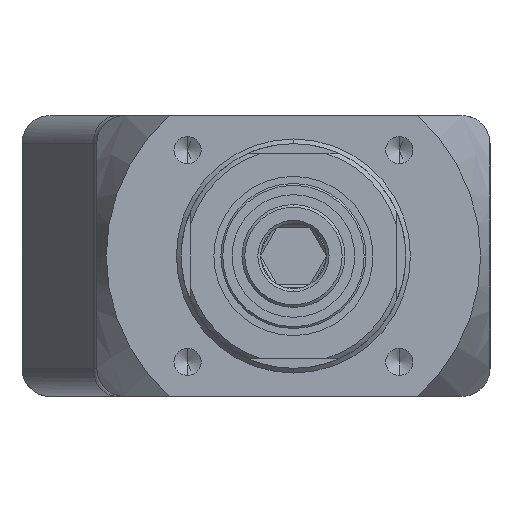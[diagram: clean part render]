
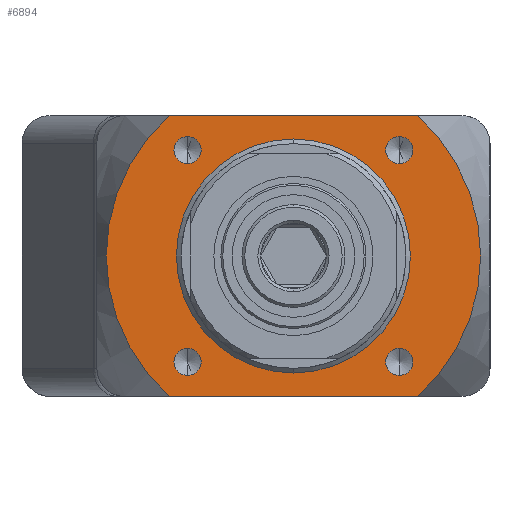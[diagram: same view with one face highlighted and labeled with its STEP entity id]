
A CAD part, left-side view. The second image highlights one B-rep face of the part: STEP entity #6894.
In plain terms, the highlighted planar face has unit normal (-1, 0, 0).
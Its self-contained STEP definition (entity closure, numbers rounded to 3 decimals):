
#79 = FACE_BOUND ( 'NONE', #7646, .T. ) ;
#156 = AXIS2_PLACEMENT_3D ( 'NONE', #5314, #2650, #11536 ) ;
#192 = DIRECTION ( 'NONE',  ( 1., 0., 0. ) ) ;
#352 = FACE_BOUND ( 'NONE', #5707, .T. ) ;
#403 = AXIS2_PLACEMENT_3D ( 'NONE', #3031, #460, #9508 ) ;
#460 = DIRECTION ( 'NONE',  ( -1., 0., 0. ) ) ;
#500 = DIRECTION ( 'NONE',  ( -1., 0., 0. ) ) ;
#530 = CARTESIAN_POINT ( 'NONE',  ( 34., -11.314, 11.314 ) ) ;
#540 = DIRECTION ( 'NONE',  ( 0., 0., 1. ) ) ;
#569 = DIRECTION ( 'NONE',  ( 0., 0., 1. ) ) ;
#762 = CIRCLE ( 'NONE', #3251, 1.45 ) ;
#892 = EDGE_LOOP ( 'NONE', ( #6555, #2746, #4824, #5480 ) ) ;
#984 = EDGE_CURVE ( 'NONE', #7287, #6834, #9250, .T. ) ;
#1009 = VERTEX_POINT ( 'NONE', #4923 ) ;
#1100 = DIRECTION ( 'NONE',  ( 0., 0., -1. ) ) ;
#1110 = VERTEX_POINT ( 'NONE', #1392 ) ;
#1165 = ORIENTED_EDGE ( 'NONE', *, *, #984, .F. ) ;
#1182 = CIRCLE ( 'NONE', #156, 20. ) ;
#1237 = CIRCLE ( 'NONE', #2073, 1.45 ) ;
#1248 = CARTESIAN_POINT ( 'NONE',  ( 34., 11.314, -12.764 ) ) ;
#1270 = EDGE_CURVE ( 'NONE', #1802, #9532, #10092, .T. ) ;
#1282 = CARTESIAN_POINT ( 'NONE',  ( 34., -11.314, -11.314 ) ) ;
#1291 = VECTOR ( 'NONE', #9592, 1000. ) ;
#1340 = EDGE_LOOP ( 'NONE', ( #1993, #5447 ) ) ;
#1361 = VERTEX_POINT ( 'NONE', #8990 ) ;
#1392 = CARTESIAN_POINT ( 'NONE',  ( 34., 0., 12.5 ) ) ;
#1400 = AXIS2_PLACEMENT_3D ( 'NONE', #530, #11430, #569 ) ;
#1732 = VERTEX_POINT ( 'NONE', #8884 ) ;
#1802 = VERTEX_POINT ( 'NONE', #4610 ) ;
#1886 = DIRECTION ( 'NONE',  ( 0., 0., 1. ) ) ;
#1957 = DIRECTION ( 'NONE',  ( 0., 0., 1. ) ) ;
#1993 = ORIENTED_EDGE ( 'NONE', *, *, #10019, .F. ) ;
#2073 = AXIS2_PLACEMENT_3D ( 'NONE', #4584, #9143, #1957 ) ;
#2114 = CARTESIAN_POINT ( 'NONE',  ( 34., -13.229, -15. ) ) ;
#2341 = FACE_BOUND ( 'NONE', #1340, .T. ) ;
#2415 = ORIENTED_EDGE ( 'NONE', *, *, #9227, .T. ) ;
#2434 = LINE ( 'NONE', #6401, #3130 ) ;
#2650 = DIRECTION ( 'NONE',  ( -1., 0., 0. ) ) ;
#2679 = EDGE_CURVE ( 'NONE', #7012, #9414, #2434, .T. ) ;
#2746 = ORIENTED_EDGE ( 'NONE', *, *, #8478, .T. ) ;
#2758 = AXIS2_PLACEMENT_3D ( 'NONE', #2990, #500, #540 ) ;
#2990 = CARTESIAN_POINT ( 'NONE',  ( 34., -11.314, 11.314 ) ) ;
#3000 = CARTESIAN_POINT ( 'NONE',  ( 34., 11.314, -11.314 ) ) ;
#3031 = CARTESIAN_POINT ( 'NONE',  ( 34., 21., 0. ) ) ;
#3130 = VECTOR ( 'NONE', #4788, 1000. ) ;
#3146 = CARTESIAN_POINT ( 'NONE',  ( 34., 13.229, 15. ) ) ;
#3251 = AXIS2_PLACEMENT_3D ( 'NONE', #4522, #9913, #9004 ) ;
#3352 = DIRECTION ( 'NONE',  ( -1., 0., 0. ) ) ;
#3387 = LINE ( 'NONE', #5069, #1291 ) ;
#3388 = EDGE_CURVE ( 'NONE', #1732, #4345, #7206, .T. ) ;
#3559 = CIRCLE ( 'NONE', #4374, 12.5 ) ;
#3650 = CARTESIAN_POINT ( 'NONE',  ( 34., 0., 0. ) ) ;
#3747 = ORIENTED_EDGE ( 'NONE', *, *, #7636, .F. ) ;
#3889 = EDGE_CURVE ( 'NONE', #7012, #8107, #7909, .T. ) ;
#3919 = EDGE_LOOP ( 'NONE', ( #6336, #1165 ) ) ;
#4214 = EDGE_CURVE ( 'NONE', #8107, #5944, #3387, .T. ) ;
#4331 = AXIS2_PLACEMENT_3D ( 'NONE', #8749, #3352, #5160 ) ;
#4345 = VERTEX_POINT ( 'NONE', #10575 ) ;
#4374 = AXIS2_PLACEMENT_3D ( 'NONE', #5256, #5184, #10641 ) ;
#4522 = CARTESIAN_POINT ( 'NONE',  ( 34., 11.314, 11.314 ) ) ;
#4584 = CARTESIAN_POINT ( 'NONE',  ( 34., -11.314, -11.314 ) ) ;
#4610 = CARTESIAN_POINT ( 'NONE',  ( 34., 11.314, 9.864 ) ) ;
#4681 = DIRECTION ( 'NONE',  ( -1., 0., 0. ) ) ;
#4720 = FACE_OUTER_BOUND ( 'NONE', #892, .T. ) ;
#4731 = AXIS2_PLACEMENT_3D ( 'NONE', #1282, #4681, #7529 ) ;
#4788 = DIRECTION ( 'NONE',  ( 0., -1., 0. ) ) ;
#4824 = ORIENTED_EDGE ( 'NONE', *, *, #4214, .F. ) ;
#4923 = CARTESIAN_POINT ( 'NONE',  ( 34., 0., -12.5 ) ) ;
#4989 = DIRECTION ( 'NONE',  ( 0., 0., 1. ) ) ;
#5069 = CARTESIAN_POINT ( 'NONE',  ( 34., 21., 15. ) ) ;
#5160 = DIRECTION ( 'NONE',  ( 0., 0., 1. ) ) ;
#5184 = DIRECTION ( 'NONE',  ( 1., 0., 0. ) ) ;
#5256 = CARTESIAN_POINT ( 'NONE',  ( 34., 0., 0. ) ) ;
#5314 = CARTESIAN_POINT ( 'NONE',  ( 34., 0., 0. ) ) ;
#5447 = ORIENTED_EDGE ( 'NONE', *, *, #10845, .F. ) ;
#5480 = ORIENTED_EDGE ( 'NONE', *, *, #3889, .F. ) ;
#5707 = EDGE_LOOP ( 'NONE', ( #6489, #9915 ) ) ;
#5724 = CIRCLE ( 'NONE', #6045, 12.5 ) ;
#5775 = CARTESIAN_POINT ( 'NONE',  ( 34., 0., 0. ) ) ;
#5857 = PLANE ( 'NONE',  #403 ) ;
#5944 = VERTEX_POINT ( 'NONE', #11519 ) ;
#6045 = AXIS2_PLACEMENT_3D ( 'NONE', #5775, #6475, #1100 ) ;
#6336 = ORIENTED_EDGE ( 'NONE', *, *, #10986, .F. ) ;
#6401 = CARTESIAN_POINT ( 'NONE',  ( 34., 21., -15. ) ) ;
#6418 = CIRCLE ( 'NONE', #8128, 1.45 ) ;
#6475 = DIRECTION ( 'NONE',  ( 1., 0., 0. ) ) ;
#6489 = ORIENTED_EDGE ( 'NONE', *, *, #3388, .F. ) ;
#6555 = ORIENTED_EDGE ( 'NONE', *, *, #2679, .T. ) ;
#6834 = VERTEX_POINT ( 'NONE', #9485 ) ;
#6894 = ADVANCED_FACE ( 'NONE', ( #9551, #2341, #352, #6970, #79, #4720 ), #5857, .T. ) ;
#6970 = FACE_BOUND ( 'NONE', #3919, .T. ) ;
#7012 = VERTEX_POINT ( 'NONE', #10321 ) ;
#7206 = CIRCLE ( 'NONE', #4731, 1.45 ) ;
#7270 = CIRCLE ( 'NONE', #2758, 1.45 ) ;
#7287 = VERTEX_POINT ( 'NONE', #1248 ) ;
#7478 = ORIENTED_EDGE ( 'NONE', *, *, #8227, .T. ) ;
#7527 = DIRECTION ( 'NONE',  ( -1., 0., 0. ) ) ;
#7529 = DIRECTION ( 'NONE',  ( 0., 0., 1. ) ) ;
#7636 = EDGE_CURVE ( 'NONE', #9532, #1802, #762, .T. ) ;
#7646 = EDGE_LOOP ( 'NONE', ( #2415, #7478 ) ) ;
#7662 = DIRECTION ( 'NONE',  ( -1., 0., 0. ) ) ;
#7909 = CIRCLE ( 'NONE', #8294, 20. ) ;
#7965 = AXIS2_PLACEMENT_3D ( 'NONE', #3000, #7527, #10232 ) ;
#8107 = VERTEX_POINT ( 'NONE', #3146 ) ;
#8128 = AXIS2_PLACEMENT_3D ( 'NONE', #8658, #7662, #4989 ) ;
#8227 = EDGE_CURVE ( 'NONE', #1110, #1009, #3559, .T. ) ;
#8248 = CARTESIAN_POINT ( 'NONE',  ( 34., 11.314, 12.764 ) ) ;
#8294 = AXIS2_PLACEMENT_3D ( 'NONE', #3650, #192, #1886 ) ;
#8478 = EDGE_CURVE ( 'NONE', #9414, #5944, #1182, .T. ) ;
#8658 = CARTESIAN_POINT ( 'NONE',  ( 34., 11.314, -11.314 ) ) ;
#8749 = CARTESIAN_POINT ( 'NONE',  ( 34., 11.314, 11.314 ) ) ;
#8884 = CARTESIAN_POINT ( 'NONE',  ( 34., -11.314, -9.864 ) ) ;
#8965 = EDGE_CURVE ( 'NONE', #4345, #1732, #1237, .T. ) ;
#8990 = CARTESIAN_POINT ( 'NONE',  ( 34., -11.314, 12.764 ) ) ;
#9004 = DIRECTION ( 'NONE',  ( 0., 0., 1. ) ) ;
#9143 = DIRECTION ( 'NONE',  ( -1., 0., 0. ) ) ;
#9227 = EDGE_CURVE ( 'NONE', #1009, #1110, #5724, .T. ) ;
#9250 = CIRCLE ( 'NONE', #7965, 1.45 ) ;
#9414 = VERTEX_POINT ( 'NONE', #2114 ) ;
#9485 = CARTESIAN_POINT ( 'NONE',  ( 34., 11.314, -9.864 ) ) ;
#9508 = DIRECTION ( 'NONE',  ( 0., 0., 1. ) ) ;
#9532 = VERTEX_POINT ( 'NONE', #8248 ) ;
#9551 = FACE_BOUND ( 'NONE', #9748, .T. ) ;
#9592 = DIRECTION ( 'NONE',  ( 0., -1., 0. ) ) ;
#9645 = CARTESIAN_POINT ( 'NONE',  ( 34., -11.314, 9.864 ) ) ;
#9704 = VERTEX_POINT ( 'NONE', #9645 ) ;
#9748 = EDGE_LOOP ( 'NONE', ( #3747, #11270 ) ) ;
#9913 = DIRECTION ( 'NONE',  ( -1., 0., 0. ) ) ;
#9915 = ORIENTED_EDGE ( 'NONE', *, *, #8965, .F. ) ;
#10019 = EDGE_CURVE ( 'NONE', #1361, #9704, #10673, .T. ) ;
#10092 = CIRCLE ( 'NONE', #4331, 1.45 ) ;
#10232 = DIRECTION ( 'NONE',  ( 0., 0., 1. ) ) ;
#10321 = CARTESIAN_POINT ( 'NONE',  ( 34., 13.229, -15. ) ) ;
#10575 = CARTESIAN_POINT ( 'NONE',  ( 34., -11.314, -12.764 ) ) ;
#10641 = DIRECTION ( 'NONE',  ( 0., 0., -1. ) ) ;
#10673 = CIRCLE ( 'NONE', #1400, 1.45 ) ;
#10845 = EDGE_CURVE ( 'NONE', #9704, #1361, #7270, .T. ) ;
#10986 = EDGE_CURVE ( 'NONE', #6834, #7287, #6418, .T. ) ;
#11270 = ORIENTED_EDGE ( 'NONE', *, *, #1270, .F. ) ;
#11430 = DIRECTION ( 'NONE',  ( -1., 0., 0. ) ) ;
#11519 = CARTESIAN_POINT ( 'NONE',  ( 34., -13.229, 15. ) ) ;
#11536 = DIRECTION ( 'NONE',  ( 0., 0., 1. ) ) ;
